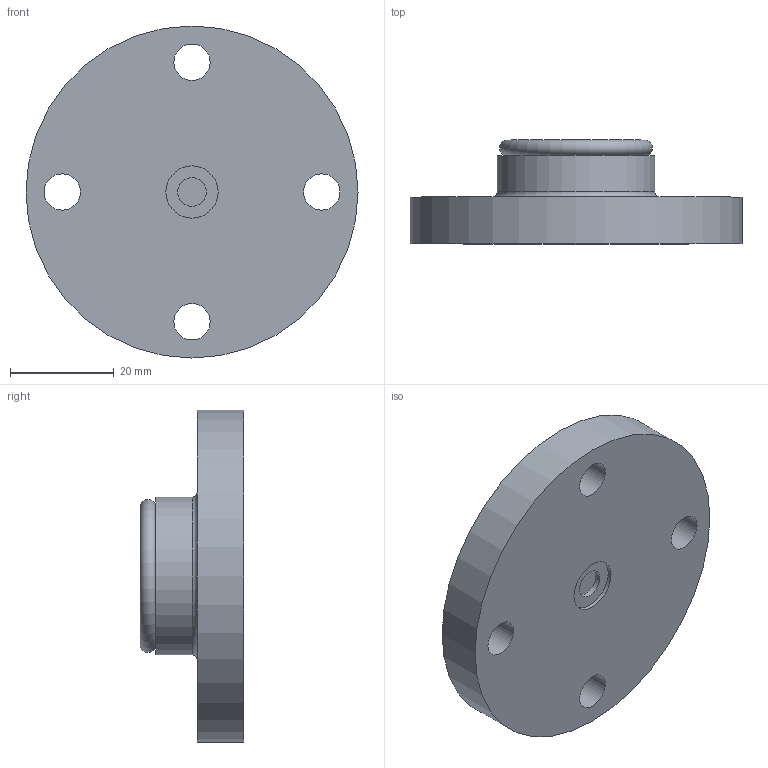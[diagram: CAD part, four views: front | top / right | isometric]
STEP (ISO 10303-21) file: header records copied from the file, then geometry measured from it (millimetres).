
FILE_DESCRIPTION(/* description */ (''),/* implementation_level */ '2;1');
FILE_NAME(/* name */ '31410W.stp',/* time_stamp */ '2018-02-05T13:17:08+01:00',/* author */ ('acgl'),/* organization */ (''),/* preprocessor_version */ 'ST-DEVELOPER v15.6',/* originating_system */ 'Autodesk Inventor 2015',/* authorisation */ '');
FILE_SCHEMA (('AUTOMOTIVE_DESIGN { 1 0 10303 214 3 1 1 }'));
Length unit declared in the file: centimetre
Products named in the file (1): 31410W
Bounding box: 64 x 20 x 64 mm (x, y, z)
Volume: 35270.6 mm3; surface area: 9863 mm2
Topology: 1 solids, 1 shells, 18 faces, 40 edges, 28 vertices
Faces by surface type: cylinder 9, plane 6, torus 3
Full cylindrical faces by diameter (mm): 5.5 x1, 7 x4, 10.1 x1, 26.3 x1, 30.4 x1, 64 x1
Entity records: 466 total; most frequent: DIRECTION 80, CARTESIAN_POINT 61, EDGE_LOOP 42, ORIENTED_EDGE 42, AXIS2_PLACEMENT_3D 40, FACE_BOUND 24, CIRCLE 21, VERTEX_POINT 21
